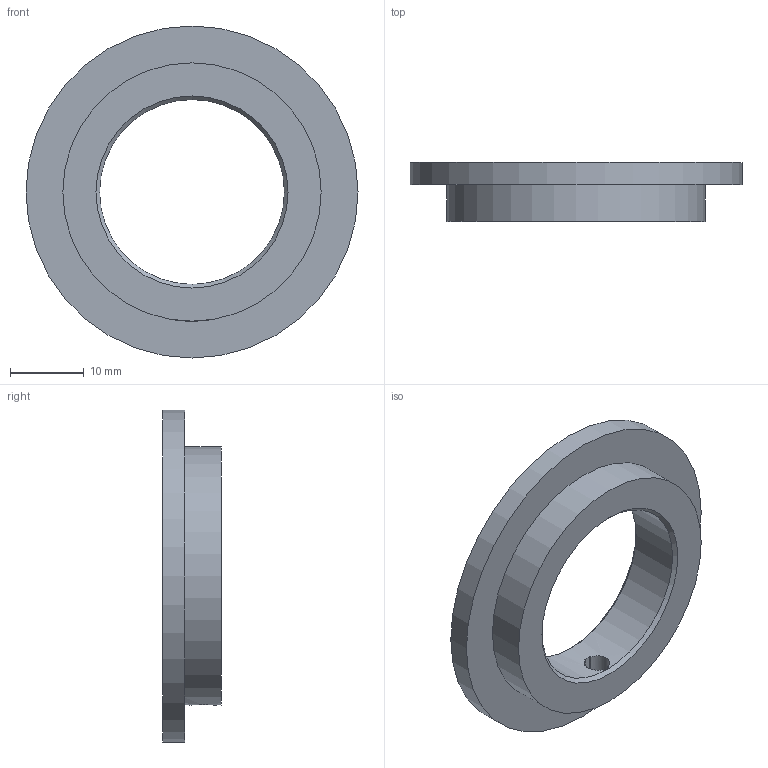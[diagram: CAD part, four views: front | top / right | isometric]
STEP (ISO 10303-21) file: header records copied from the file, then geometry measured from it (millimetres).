
FILE_DESCRIPTION(/* description */ (''),/* implementation_level */ '2;1');
FILE_NAME(/* name */ 'spring safety for print.step',/* time_stamp */ '2025-05-21T12:21:18+02:00',/* author */ ('klawy'),/* organization */ (''),/* preprocessor_version */ 'ST-DEVELOPER v20',/* originating_system */ 'Autodesk Inventor 2025',/* authorisation */ '');
FILE_SCHEMA (('AUTOMOTIVE_DESIGN { 1 0 10303 214 3 1 1 }'));
Length unit declared in the file: millimetre
Products named in the file (1): spring safety  for print
Bounding box: 45.08 x 8 x 45.08 mm (x, y, z)
Volume: 5601.7 mm3; surface area: 3803.5 mm2
Topology: 1 solids, 1 shells, 16 faces, 41 edges, 28 vertices
Faces by surface type: plane 9, cylinder 5, cone 2
Full cylindrical faces by diameter (mm): 25.08 x1, 35.08 x1, 45.08 x1
Entity records: 604 total; most frequent: CARTESIAN_POINT 156, DIRECTION 83, ORIENTED_EDGE 82, EDGE_CURVE 41, AXIS2_PLACEMENT_3D 31, VERTEX_POINT 28, EDGE_LOOP 21, LINE 21
